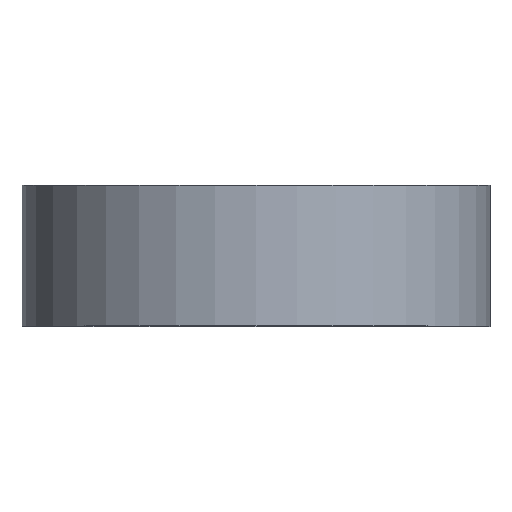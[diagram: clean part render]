
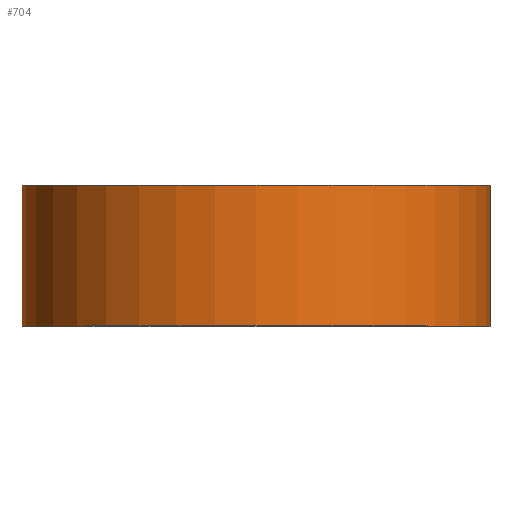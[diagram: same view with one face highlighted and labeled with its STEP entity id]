
A CAD part, top view. The second image highlights one B-rep face of the part: STEP entity #704.
In plain terms, the highlighted cylindrical face has radius 36.932 mm (diameter 73.863 mm), a partial arc.
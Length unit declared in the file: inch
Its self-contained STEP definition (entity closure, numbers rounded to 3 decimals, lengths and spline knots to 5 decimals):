
#34 = EDGE_CURVE ( 'NONE', #307, #676, #461, .T. ) ;
#61 = VERTEX_POINT ( 'NONE', #130 ) ;
#98 = ORIENTED_EDGE ( 'NONE', *, *, #241, .F. ) ;
#113 = EDGE_CURVE ( 'NONE', #159, #61, #486, .T. ) ;
#124 = DIRECTION ( 'NONE',  ( 0., 0., -1. ) ) ;
#130 = CARTESIAN_POINT ( 'NONE',  ( 0., -0.4375, -1.454 ) ) ;
#159 = VERTEX_POINT ( 'NONE', #407 ) ;
#172 = CARTESIAN_POINT ( 'NONE',  ( 0., 0.4375, 0. ) ) ;
#183 = CARTESIAN_POINT ( 'NONE',  ( 1.454, 0.4375, 0. ) ) ;
#194 = FACE_OUTER_BOUND ( 'NONE', #575, .T. ) ;
#217 = DIRECTION ( 'NONE',  ( 0., -1., 0. ) ) ;
#220 = CIRCLE ( 'NONE', #279, 1.454 ) ;
#238 = CIRCLE ( 'NONE', #403, 1.454 ) ;
#240 = EDGE_CURVE ( 'NONE', #61, #676, #220, .T. ) ;
#241 = EDGE_CURVE ( 'NONE', #159, #307, #238, .T. ) ;
#264 = CARTESIAN_POINT ( 'NONE',  ( 0., 0.4375, -1.454 ) ) ;
#275 = DIRECTION ( 'NONE',  ( 0., -1., 0. ) ) ;
#279 = AXIS2_PLACEMENT_3D ( 'NONE', #288, #311, #329 ) ;
#285 = CARTESIAN_POINT ( 'NONE',  ( 0., 0.4375, 0. ) ) ;
#288 = CARTESIAN_POINT ( 'NONE',  ( 0., -0.4375, 0. ) ) ;
#307 = VERTEX_POINT ( 'NONE', #442 ) ;
#311 = DIRECTION ( 'NONE',  ( 0., 1., 0. ) ) ;
#329 = DIRECTION ( 'NONE',  ( 1., 0., 0. ) ) ;
#342 = CARTESIAN_POINT ( 'NONE',  ( 1.454, -0.4375, 0. ) ) ;
#403 = AXIS2_PLACEMENT_3D ( 'NONE', #285, #431, #435 ) ;
#407 = CARTESIAN_POINT ( 'NONE',  ( 0., 0.4375, -1.454 ) ) ;
#431 = DIRECTION ( 'NONE',  ( 0., 1., 0. ) ) ;
#435 = DIRECTION ( 'NONE',  ( 1., 0., 0. ) ) ;
#442 = CARTESIAN_POINT ( 'NONE',  ( 1.454, 0.4375, 0. ) ) ;
#449 = ORIENTED_EDGE ( 'NONE', *, *, #34, .F. ) ;
#461 = LINE ( 'NONE', #183, #463 ) ;
#462 = CYLINDRICAL_SURFACE ( 'NONE', #545, 1.454 ) ;
#463 = VECTOR ( 'NONE', #498, 39.37008 ) ;
#485 = VECTOR ( 'NONE', #275, 39.37008 ) ;
#486 = LINE ( 'NONE', #264, #485 ) ;
#498 = DIRECTION ( 'NONE',  ( 0., -1., 0. ) ) ;
#545 = AXIS2_PLACEMENT_3D ( 'NONE', #172, #217, #124 ) ;
#575 = EDGE_LOOP ( 'NONE', ( #657, #449, #98, #700 ) ) ;
#657 = ORIENTED_EDGE ( 'NONE', *, *, #240, .T. ) ;
#676 = VERTEX_POINT ( 'NONE', #342 ) ;
#700 = ORIENTED_EDGE ( 'NONE', *, *, #113, .T. ) ;
#704 = ADVANCED_FACE ( 'NONE', ( #194 ), #462, .T. ) ;
